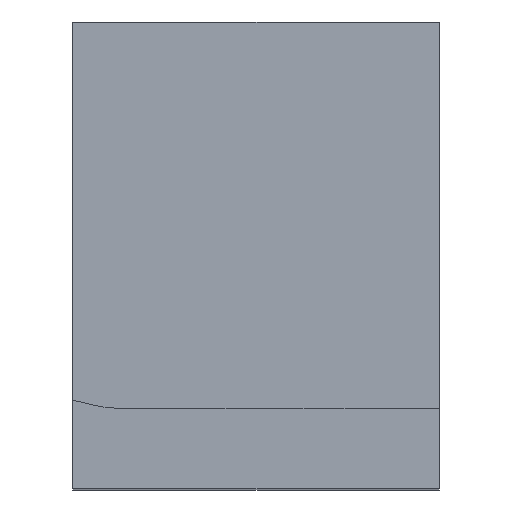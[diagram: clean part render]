
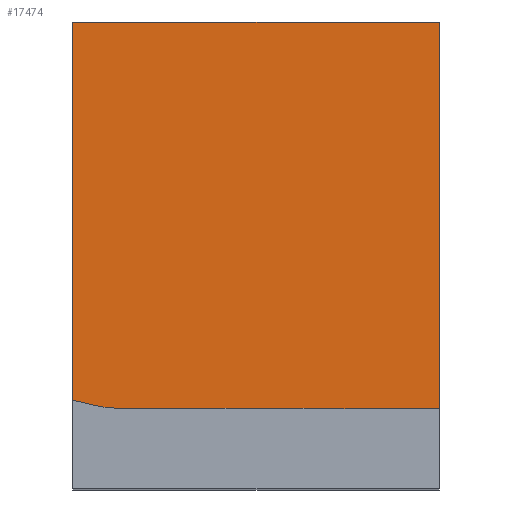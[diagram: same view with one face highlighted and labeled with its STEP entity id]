
A CAD part, top view. The second image highlights one B-rep face of the part: STEP entity #17474.
In plain terms, the highlighted planar face has unit normal (0, 0, 1).
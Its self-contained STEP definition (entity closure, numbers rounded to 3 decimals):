
#117 = CARTESIAN_POINT ( 'NONE',  ( -27.5, -46.707, 95. ) ) ;
#978 = CARTESIAN_POINT ( 'NONE',  ( 13.148, -48.002, 95. ) ) ;
#1171 = CARTESIAN_POINT ( 'NONE',  ( 2.897, -47.949, 95. ) ) ;
#1570 = EDGE_CURVE ( 'NONE', #4076, #14029, #29243, .T. ) ;
#1633 = AXIS2_PLACEMENT_3D ( 'NONE', #2237, #17170, #22719 ) ;
#2102 = DIRECTION ( 'NONE',  ( 0., -1., 0. ) ) ;
#2237 = CARTESIAN_POINT ( 'NONE',  ( -27.5, 10., 95. ) ) ;
#3968 = CARTESIAN_POINT ( 'NONE',  ( 27.5, -48.039, 95. ) ) ;
#4076 = VERTEX_POINT ( 'NONE', #32909 ) ;
#4408 = CARTESIAN_POINT ( 'NONE',  ( 27.5, -48.039, 95. ) ) ;
#5417 = B_SPLINE_CURVE_WITH_KNOTS ( 'NONE', 3,
 ( #117, #32650, #6221, #23651, #32279, #32838, #9088, #23461 ),
 .UNSPECIFIED., .F., .F.,
 ( 4, 2, 2, 4 ),
 ( 0., 0.004, 0.005, 0.007 ),
 .UNSPECIFIED. ) ;
#6221 = CARTESIAN_POINT ( 'NONE',  ( -25.197, -47.304, 95. ) ) ;
#6572 = VERTEX_POINT ( 'NONE', #29186 ) ;
#6890 = ORIENTED_EDGE ( 'NONE', *, *, #1570, .T. ) ;
#7851 = EDGE_CURVE ( 'NONE', #15671, #14029, #33322, .T. ) ;
#8983 = VECTOR ( 'NONE', #20213, 1000. ) ;
#9088 = CARTESIAN_POINT ( 'NONE',  ( -21.096, -47.949, 95. ) ) ;
#10292 = DIRECTION ( 'NONE',  ( 1., 0., 0. ) ) ;
#10873 = CARTESIAN_POINT ( 'NONE',  ( -27.5, 10., 95. ) ) ;
#11459 = ORIENTED_EDGE ( 'NONE', *, *, #33183, .T. ) ;
#11833 = CARTESIAN_POINT ( 'NONE',  ( -27.5, 10., 95. ) ) ;
#12447 = CARTESIAN_POINT ( 'NONE',  ( 27.5, 10., 95. ) ) ;
#13911 = FACE_OUTER_BOUND ( 'NONE', #24194, .T. ) ;
#14029 = VERTEX_POINT ( 'NONE', #3968 ) ;
#14100 = CARTESIAN_POINT ( 'NONE',  ( -27.5, -46.707, 95. ) ) ;
#14638 = VECTOR ( 'NONE', #2102, 1000. ) ;
#15337 = DIRECTION ( 'NONE',  ( 0., -1., 0. ) ) ;
#15671 = VERTEX_POINT ( 'NONE', #22623 ) ;
#16067 = LINE ( 'NONE', #36561, #33805 ) ;
#16291 = CARTESIAN_POINT ( 'NONE',  ( 25.45, -48.035, 95. ) ) ;
#17170 = DIRECTION ( 'NONE',  ( 0., 0., -1. ) ) ;
#17382 = VERTEX_POINT ( 'NONE', #14100 ) ;
#17474 = ADVANCED_FACE ( 'NONE', ( #13911 ), #25977, .F. ) ;
#17895 = CARTESIAN_POINT ( 'NONE',  ( 17.249, -48.01, 95. ) ) ;
#19186 = EDGE_CURVE ( 'NONE', #6572, #4076, #22511, .T. ) ;
#19451 = CARTESIAN_POINT ( 'NONE',  ( -27.5, -47.949, 95. ) ) ;
#19516 = EDGE_CURVE ( 'NONE', #17382, #6572, #5417, .T. ) ;
#20213 = DIRECTION ( 'NONE',  ( 1., 0., 0. ) ) ;
#20768 = CARTESIAN_POINT ( 'NONE',  ( 4.947, -47.949, 95. ) ) ;
#22511 = LINE ( 'NONE', #19451, #8983 ) ;
#22623 = CARTESIAN_POINT ( 'NONE',  ( 27.5, 10., 95. ) ) ;
#22719 = DIRECTION ( 'NONE',  ( -1., 0., 0. ) ) ;
#23461 = CARTESIAN_POINT ( 'NONE',  ( -20.5, -47.949, 95. ) ) ;
#23651 = CARTESIAN_POINT ( 'NONE',  ( -23.45, -47.669, 95. ) ) ;
#23788 = EDGE_CURVE ( 'NONE', #25594, #15671, #16067, .T. ) ;
#23898 = ORIENTED_EDGE ( 'NONE', *, *, #23788, .F. ) ;
#24194 = EDGE_LOOP ( 'NONE', ( #11459, #28852, #25702, #6890, #36836, #23898 ) ) ;
#24721 = CARTESIAN_POINT ( 'NONE',  ( 6.997, -47.968, 95. ) ) ;
#25594 = VERTEX_POINT ( 'NONE', #11833 ) ;
#25702 = ORIENTED_EDGE ( 'NONE', *, *, #19186, .T. ) ;
#25977 = PLANE ( 'NONE',  #1633 ) ;
#26707 = CARTESIAN_POINT ( 'NONE',  ( 11.098, -47.994, 95. ) ) ;
#27779 = CARTESIAN_POINT ( 'NONE',  ( 23.399, -48.028, 95. ) ) ;
#28852 = ORIENTED_EDGE ( 'NONE', *, *, #19516, .T. ) ;
#29186 = CARTESIAN_POINT ( 'NONE',  ( -20.5, -47.949, 95. ) ) ;
#29243 = B_SPLINE_CURVE_WITH_KNOTS ( 'NONE', 3,
 ( #1171, #20768, #24721, #26707, #978, #17895, #30842, #27779, #16291, #4408 ),
 .UNSPECIFIED., .F., .F.,
 ( 4, 2, 2, 2, 4 ),
 ( 0., 0.006, 0.012, 0.018, 0.025 ),
 .UNSPECIFIED. ) ;
#30820 = LINE ( 'NONE', #10873, #14638 ) ;
#30842 = CARTESIAN_POINT ( 'NONE',  ( 19.299, -48.014, 95. ) ) ;
#32279 = CARTESIAN_POINT ( 'NONE',  ( -22.865, -47.772, 95. ) ) ;
#32650 = CARTESIAN_POINT ( 'NONE',  ( -26.343, -46.984, 95. ) ) ;
#32838 = CARTESIAN_POINT ( 'NONE',  ( -21.688, -47.912, 95. ) ) ;
#32909 = CARTESIAN_POINT ( 'NONE',  ( 2.897, -47.949, 95. ) ) ;
#33183 = EDGE_CURVE ( 'NONE', #25594, #17382, #30820, .T. ) ;
#33322 = LINE ( 'NONE', #12447, #37843 ) ;
#33805 = VECTOR ( 'NONE', #10292, 1000. ) ;
#36561 = CARTESIAN_POINT ( 'NONE',  ( -27.5, 10., 95. ) ) ;
#36836 = ORIENTED_EDGE ( 'NONE', *, *, #7851, .F. ) ;
#37843 = VECTOR ( 'NONE', #15337, 1000. ) ;
